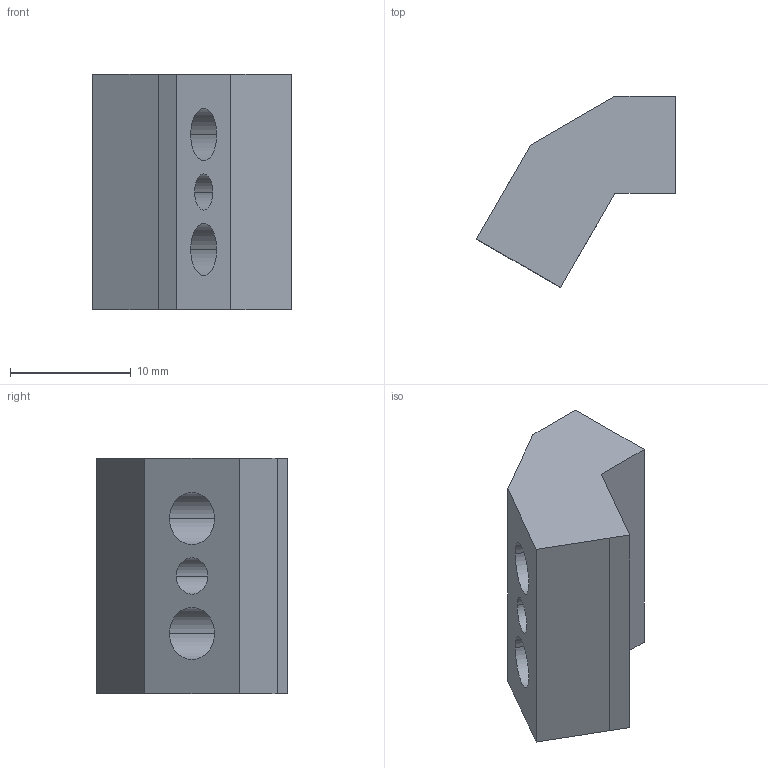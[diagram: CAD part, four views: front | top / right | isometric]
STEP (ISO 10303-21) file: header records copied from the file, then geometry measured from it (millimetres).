
FILE_DESCRIPTION((''),'2;1');
FILE_NAME('MG0018A0','2025-05-07T17:50:59',('sduddu'),(''),'CREO PARAMETRIC BY PTC INC, 2023014','CREO PARAMETRIC BY PTC INC, 2023014','');
FILE_SCHEMA(('AUTOMOTIVE_DESIGN { 1 0 10303 214 1 1 1 1 }'));
Length unit declared in the file: millimetre
Products named in the file (1): MG0018A0
Bounding box: 16.43 x 15.79 x 19.5 mm (x, y, z)
Volume: 2291.9 mm3; surface area: 1845.9 mm2
Topology: 1 solids, 3 shells, 33 faces, 84 edges, 54 vertices
Faces by surface type: cylinder 16, plane 13, cone 4
Entity records: 1754 total; most frequent: DIRECTION 213, CARTESIAN_POINT 190, ORIENTED_EDGE 152, PRESENTATION_STYLE_ASSIGNMENT 90, STYLED_ITEM 90, CURVE_STYLE 87, AXIS2_PLACEMENT_3D 80, EDGE_CURVE 80
